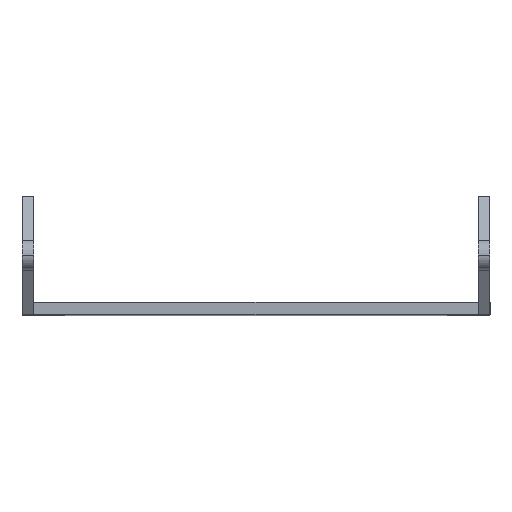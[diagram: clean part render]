
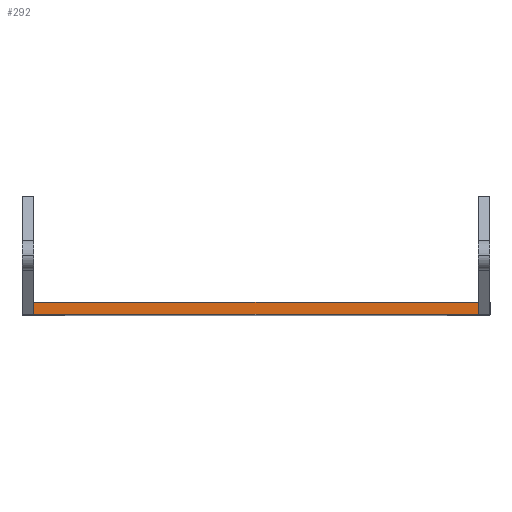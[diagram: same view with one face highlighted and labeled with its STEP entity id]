
A CAD part, top view. The second image highlights one B-rep face of the part: STEP entity #292.
In plain terms, the highlighted planar face has unit normal (0, 0, 1).
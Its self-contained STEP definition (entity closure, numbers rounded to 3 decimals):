
#20 = VECTOR ( 'NONE', #4023, 1000. ) ;
#279 = CARTESIAN_POINT ( 'NONE',  ( 4., -16., 125. ) ) ;
#292 = ADVANCED_FACE ( 'NONE', ( #1921 ), #2569, .T. ) ;
#467 = ORIENTED_EDGE ( 'NONE', *, *, #2010, .T. ) ;
#621 = DIRECTION ( 'NONE',  ( 0., 0., 1. ) ) ;
#1070 = AXIS2_PLACEMENT_3D ( 'NONE', #2609, #621, #2007 ) ;
#1091 = DIRECTION ( 'NONE',  ( 0., -1., 0. ) ) ;
#1117 = LINE ( 'NONE', #2709, #20 ) ;
#1474 = VECTOR ( 'NONE', #1091, 1000. ) ;
#1580 = LINE ( 'NONE', #3483, #3784 ) ;
#1641 = EDGE_CURVE ( 'NONE', #3542, #1861, #1117, .T. ) ;
#1650 = ORIENTED_EDGE ( 'NONE', *, *, #1641, .F. ) ;
#1861 = VERTEX_POINT ( 'NONE', #2262 ) ;
#1871 = ORIENTED_EDGE ( 'NONE', *, *, #2767, .T. ) ;
#1921 = FACE_OUTER_BOUND ( 'NONE', #1975, .T. ) ;
#1950 = CARTESIAN_POINT ( 'NONE',  ( 154., -16., 125. ) ) ;
#1975 = EDGE_LOOP ( 'NONE', ( #1650, #3273, #1871, #467 ) ) ;
#2007 = DIRECTION ( 'NONE',  ( 1., 0., 0. ) ) ;
#2010 = EDGE_CURVE ( 'NONE', #3832, #1861, #2069, .T. ) ;
#2069 = LINE ( 'NONE', #3998, #1474 ) ;
#2262 = CARTESIAN_POINT ( 'NONE',  ( 4., -20., 125. ) ) ;
#2569 = PLANE ( 'NONE',  #1070 ) ;
#2609 = CARTESIAN_POINT ( 'NONE',  ( 0., -16., 125. ) ) ;
#2640 = VERTEX_POINT ( 'NONE', #1950 ) ;
#2709 = CARTESIAN_POINT ( 'NONE',  ( 0., -20., 125. ) ) ;
#2710 = LINE ( 'NONE', #3373, #2750 ) ;
#2750 = VECTOR ( 'NONE', #4064, 1000. ) ;
#2767 = EDGE_CURVE ( 'NONE', #2640, #3832, #2710, .T. ) ;
#3034 = CARTESIAN_POINT ( 'NONE',  ( 154., -20., 125. ) ) ;
#3273 = ORIENTED_EDGE ( 'NONE', *, *, #3654, .F. ) ;
#3373 = CARTESIAN_POINT ( 'NONE',  ( 0., -16., 125. ) ) ;
#3483 = CARTESIAN_POINT ( 'NONE',  ( 154., -16., 125. ) ) ;
#3542 = VERTEX_POINT ( 'NONE', #3034 ) ;
#3654 = EDGE_CURVE ( 'NONE', #2640, #3542, #1580, .T. ) ;
#3784 = VECTOR ( 'NONE', #3852, 1000. ) ;
#3832 = VERTEX_POINT ( 'NONE', #279 ) ;
#3852 = DIRECTION ( 'NONE',  ( 0., -1., 0. ) ) ;
#3998 = CARTESIAN_POINT ( 'NONE',  ( 4., -16., 125. ) ) ;
#4023 = DIRECTION ( 'NONE',  ( -1., 0., 0. ) ) ;
#4064 = DIRECTION ( 'NONE',  ( -1., 0., 0. ) ) ;
